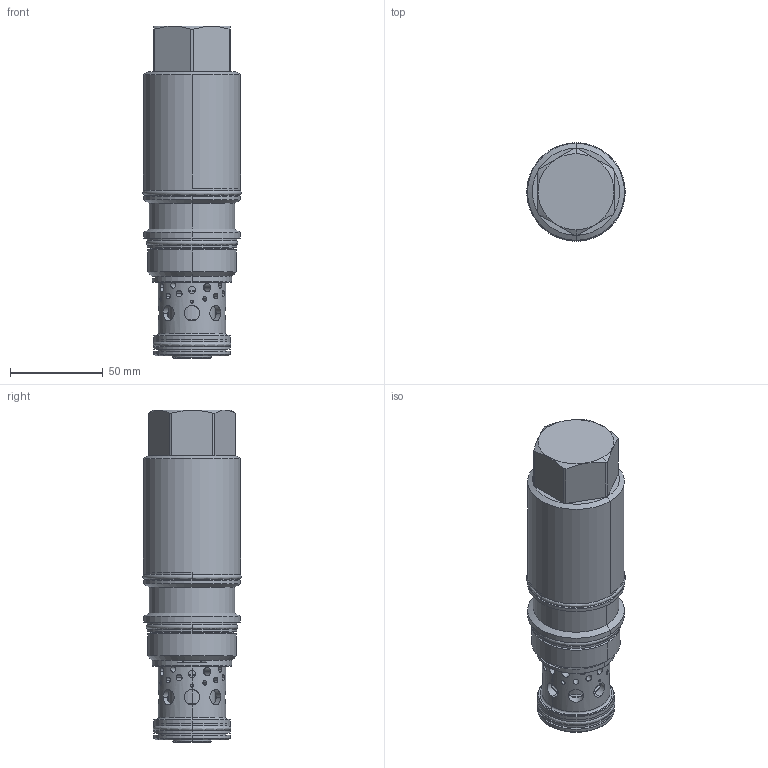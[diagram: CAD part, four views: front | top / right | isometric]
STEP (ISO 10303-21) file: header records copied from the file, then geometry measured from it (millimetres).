
FILE_DESCRIPTION((''),'2;1');
FILE_NAME('MBIBX-LN_PRT','2010-04-14T',('Administrator'),(''),'PRO/ENGINEER BY PARAMETRIC TECHNOLOGY CORPORATION, 2006240','PRO/ENGINEER BY PARAMETRIC TECHNOLOGY CORPORATION, 2006240','');
FILE_SCHEMA(('CONFIG_CONTROL_DESIGN'));
Length unit declared in the file: inch
Products named in the file (1): MBIBX-LN_PRT
Bounding box: 53.06 x 53.05 x 178.9 mm (x, y, z)
Volume: 266252.9 mm3; surface area: 66411.8 mm2
Topology: 7 solids, 8 shells, 443 faces, 1048 edges, 627 vertices
Faces by surface type: cylinder 220, cone 92, plane 62, torus 57, revolution 12
Entity records: 16054 total; most frequent: CARTESIAN_POINT 5754, DIRECTION 2178, ORIENTED_EDGE 2088, EDGE_CURVE 1044, AXIS2_PLACEMENT_3D 917, VERTEX_POINT 627, EDGE_LOOP 549, CIRCLE 486
